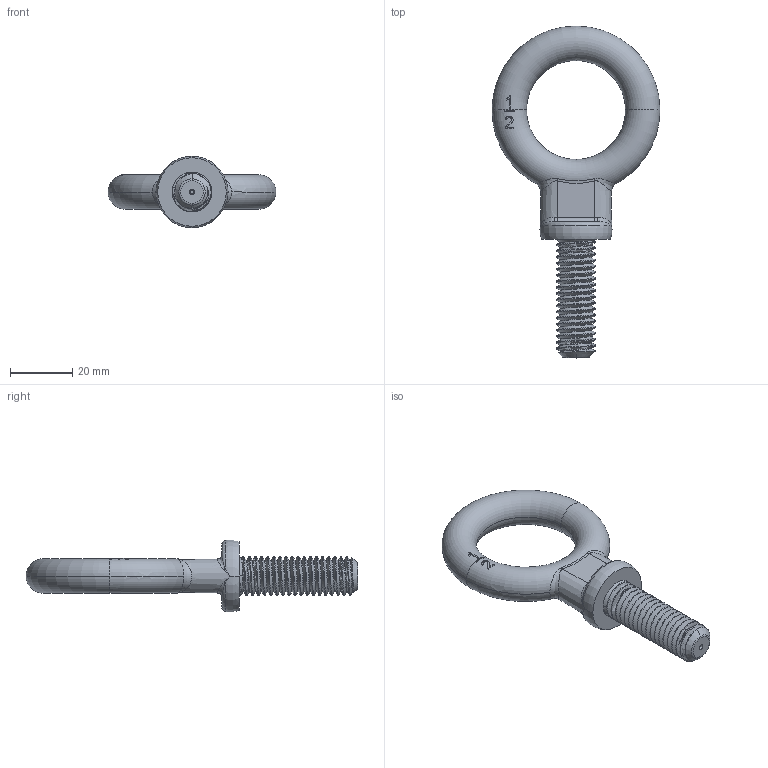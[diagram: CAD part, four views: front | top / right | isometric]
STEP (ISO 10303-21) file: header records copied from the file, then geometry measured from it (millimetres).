
FILE_DESCRIPTION (( 'STEP AP203' ), '1' );
FILE_NAME ('3014T491_Steel Eyebolt with Shoulder - for Lifting.STEP', '2024-04-17T17:27:52', ( 'Administrator' ), ( 'Managed by Terraform' ), 'SwSTEP 2.0', 'SolidWorks 2017', '' );
FILE_SCHEMA (( 'CONFIG_CONTROL_DESIGN' ));
Length unit declared in the file: inch
Products named in the file (1): 3014T491_Steel Eyebolt with Shoulder - for Lifting
Bounding box: 53.85 x 106.43 x 22.86 mm (x, y, z)
Volume: 21397.2 mm3; surface area: 8307.6 mm2
Topology: 1 solids, 1 shells, 111 faces, 293 edges, 187 vertices
Faces by surface type: cylinder 39, bspline 24, plane 20, torus 19, cone 9
Entity records: 9147 total; most frequent: CARTESIAN_POINT 6757, ORIENTED_EDGE 586, DIRECTION 364, EDGE_CURVE 293, VERTEX_POINT 187, AXIS2_PLACEMENT_3D 145, EDGE_LOOP 116, ADVANCED_FACE 111
